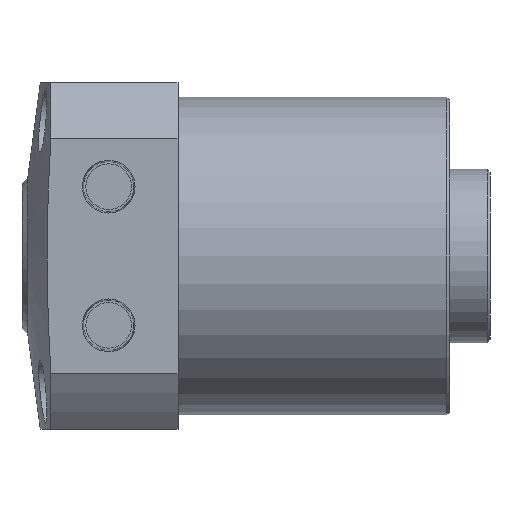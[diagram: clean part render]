
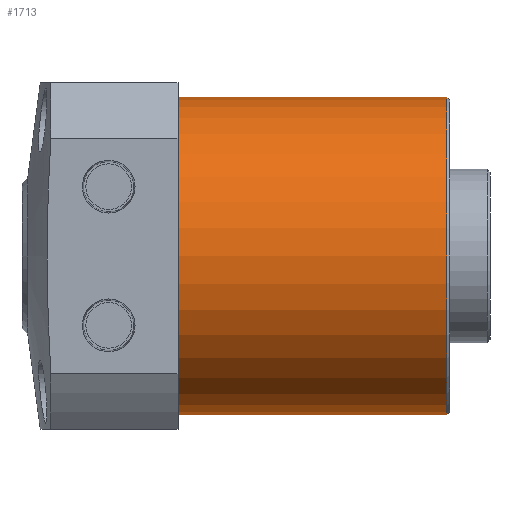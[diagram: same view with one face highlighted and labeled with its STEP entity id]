
A CAD part, left-side view. The second image highlights one B-rep face of the part: STEP entity #1713.
In plain terms, the highlighted cylindrical face has radius 27.5 mm (diameter 55 mm), a partial arc.
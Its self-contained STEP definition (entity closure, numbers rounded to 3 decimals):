
#15 = CARTESIAN_POINT ( 'NONE',  ( 0., 47., 27.5 ) ) ;
#81 = VERTEX_POINT ( 'NONE', #15 ) ;
#286 = EDGE_LOOP ( 'NONE', ( #521, #537, #535, #617 ) ) ;
#315 = VERTEX_POINT ( 'NONE', #1284 ) ;
#521 = ORIENTED_EDGE ( 'NONE', *, *, #792, .F. ) ;
#535 = ORIENTED_EDGE ( 'NONE', *, *, #800, .T. ) ;
#537 = ORIENTED_EDGE ( 'NONE', *, *, #775, .T. ) ;
#617 = ORIENTED_EDGE ( 'NONE', *, *, #777, .T. ) ;
#672 = VERTEX_POINT ( 'NONE', #921 ) ;
#678 = VERTEX_POINT ( 'NONE', #927 ) ;
#775 = EDGE_CURVE ( 'NONE', #81, #315, #2257, .T. ) ;
#777 = EDGE_CURVE ( 'NONE', #672, #678, #2255, .T. ) ;
#792 = EDGE_CURVE ( 'NONE', #81, #678, #2240, .T. ) ;
#800 = EDGE_CURVE ( 'NONE', #315, #672, #2232, .T. ) ;
#921 = CARTESIAN_POINT ( 'NONE',  ( 0., 0.5, -27.5 ) ) ;
#927 = CARTESIAN_POINT ( 'NONE',  ( 0., 0.5, 27.5 ) ) ;
#1066 = CARTESIAN_POINT ( 'NONE',  ( 0., 47., 0. ) ) ;
#1067 = DIRECTION ( 'NONE',  ( 0., -1., 0. ) ) ;
#1068 = DIRECTION ( 'NONE',  ( 0., 0., -1. ) ) ;
#1074 = CARTESIAN_POINT ( 'NONE',  ( 0., 0.5, 0. ) ) ;
#1075 = DIRECTION ( 'NONE',  ( 0., 1., 0. ) ) ;
#1076 = DIRECTION ( 'NONE',  ( 0., 0., 1. ) ) ;
#1118 = AXIS2_PLACEMENT_3D ( 'NONE', #1066, #1067, #1068 ) ;
#1120 = AXIS2_PLACEMENT_3D ( 'NONE', #1074, #1075, #1076 ) ;
#1207 = AXIS2_PLACEMENT_3D ( 'NONE', #1738, #1737, #1729 ) ;
#1284 = CARTESIAN_POINT ( 'NONE',  ( 0., 47., -27.5 ) ) ;
#1713 = ADVANCED_FACE ( 'NONE', ( #2142 ), #2147, .T. ) ;
#1729 = DIRECTION ( 'NONE',  ( 0., 0., -1. ) ) ;
#1737 = DIRECTION ( 'NONE',  ( 0., -1., 0. ) ) ;
#1738 = CARTESIAN_POINT ( 'NONE',  ( 0., 47., 0. ) ) ;
#1830 = CARTESIAN_POINT ( 'NONE',  ( 0., 47., 27.5 ) ) ;
#1833 = DIRECTION ( 'NONE',  ( 0., -1., 0. ) ) ;
#1849 = CARTESIAN_POINT ( 'NONE',  ( 0., 47., -27.5 ) ) ;
#1858 = DIRECTION ( 'NONE',  ( 0., -1., 0. ) ) ;
#2142 = FACE_OUTER_BOUND ( 'NONE', #286, .T. ) ;
#2147 = CYLINDRICAL_SURFACE ( 'NONE', #1207, 27.5 ) ;
#2229 = VECTOR ( 'NONE', #1858, 1000. ) ;
#2232 = LINE ( 'NONE', #1849, #2229 ) ;
#2237 = VECTOR ( 'NONE', #1833, 1000. ) ;
#2240 = LINE ( 'NONE', #1830, #2237 ) ;
#2255 = CIRCLE ( 'NONE', #1120, 27.5 ) ;
#2257 = CIRCLE ( 'NONE', #1118, 27.5 ) ;
